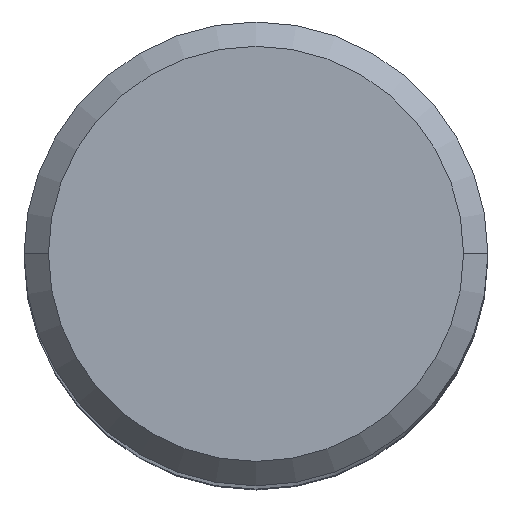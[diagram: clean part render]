
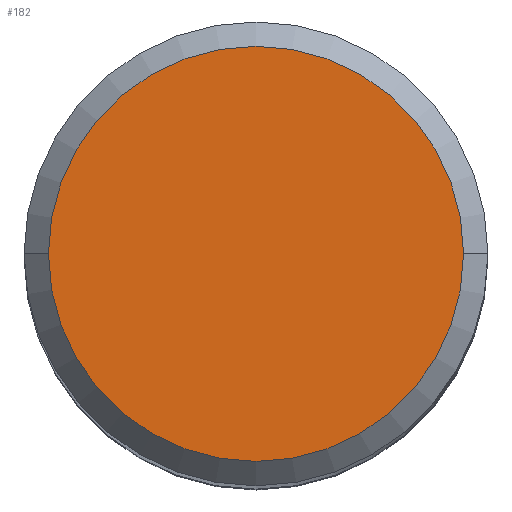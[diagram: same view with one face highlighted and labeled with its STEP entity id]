
A CAD part, top view. The second image highlights one B-rep face of the part: STEP entity #182.
In plain terms, the highlighted planar face has unit normal (0, 0, 1).
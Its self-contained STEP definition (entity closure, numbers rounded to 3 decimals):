
#44=PLANE('',#1441);
#182=ADVANCED_FACE('',(#274),#44,.F.);
#274=FACE_OUTER_BOUND('',#354,.T.);
#354=EDGE_LOOP('',(#582,#583));
#582=ORIENTED_EDGE('',*,*,#870,.T.);
#583=ORIENTED_EDGE('',*,*,#871,.T.);
#742=VERTEX_POINT('',#3100);
#743=VERTEX_POINT('',#3101);
#870=EDGE_CURVE('',#742,#743,#1063,.T.);
#871=EDGE_CURVE('',#743,#742,#1064,.T.);
#1063=CIRCLE('',#1439,8.525);
#1064=CIRCLE('',#1440,8.525);
#1439=AXIS2_PLACEMENT_3D('',#3099,#1738,#1739);
#1440=AXIS2_PLACEMENT_3D('',#3102,#1740,#1741);
#1441=AXIS2_PLACEMENT_3D('',#3103,#1742,#1743);
#1738=DIRECTION('',(0.,0.,1.));
#1739=DIRECTION('',(-1.,0.,0.));
#1740=DIRECTION('',(0.,0.,1.));
#1741=DIRECTION('',(1.,0.,0.));
#1742=DIRECTION('',(0.,0.,-1.));
#1743=DIRECTION('',(1.,0.,0.));
#3099=CARTESIAN_POINT('',(0.,0.,0.));
#3100=CARTESIAN_POINT('',(-8.525,0.,0.));
#3101=CARTESIAN_POINT('',(8.525,0.,0.));
#3102=CARTESIAN_POINT('',(0.,0.,0.));
#3103=CARTESIAN_POINT('',(0.,0.,0.));
